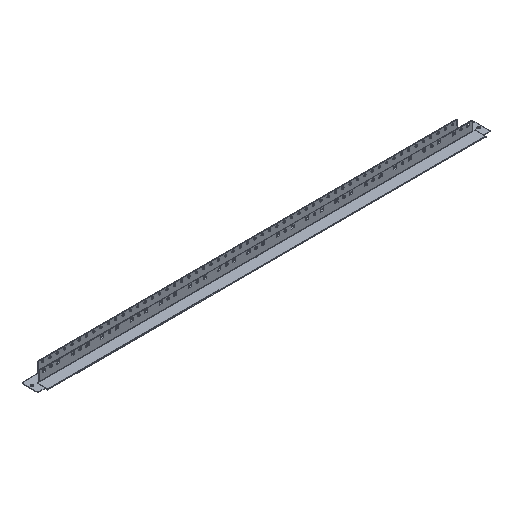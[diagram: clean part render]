
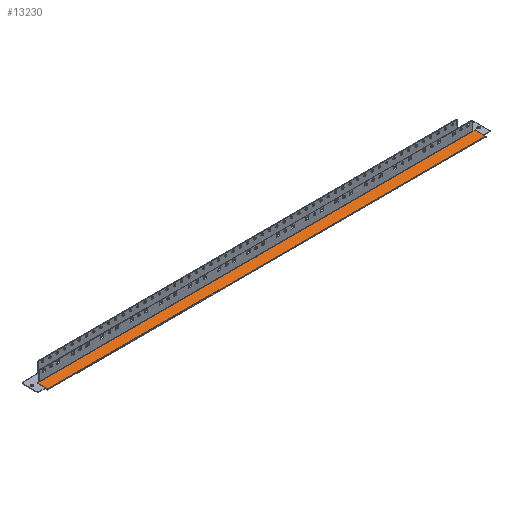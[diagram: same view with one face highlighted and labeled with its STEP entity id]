
A CAD part, isometric view. The second image highlights one B-rep face of the part: STEP entity #13230.
In plain terms, the highlighted planar face has unit normal (0, 0, 1).
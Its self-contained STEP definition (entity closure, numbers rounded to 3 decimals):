
#162 = EDGE_CURVE ( 'NONE', #5512, #5510, #1806, .T. ) ;
#168 = EDGE_CURVE ( 'NONE', #5507, #5505, #1818, .T. ) ;
#169 = EDGE_CURVE ( 'NONE', #5505, #5501, #1815, .T. ) ;
#170 = EDGE_CURVE ( 'NONE', #5501, #5503, #1814, .T. ) ;
#171 = EDGE_CURVE ( 'NONE', #5509, #5507, #1809, .T. ) ;
#172 = EDGE_CURVE ( 'NONE', #5514, #5512, #1821, .T. ) ;
#173 = EDGE_CURVE ( 'NONE', #5503, #5514, #1828, .T. ) ;
#462 = ORIENTED_EDGE ( 'NONE', *, *, #170, .F. ) ;
#463 = ORIENTED_EDGE ( 'NONE', *, *, #169, .F. ) ;
#464 = ORIENTED_EDGE ( 'NONE', *, *, #168, .F. ) ;
#465 = ORIENTED_EDGE ( 'NONE', *, *, #171, .F. ) ;
#466 = ORIENTED_EDGE ( 'NONE', *, *, #621, .F. ) ;
#467 = ORIENTED_EDGE ( 'NONE', *, *, #162, .F. ) ;
#468 = ORIENTED_EDGE ( 'NONE', *, *, #172, .F. ) ;
#469 = ORIENTED_EDGE ( 'NONE', *, *, #173, .F. ) ;
#478 = CARTESIAN_POINT ( 'NONE',  ( 747.5, -13.475, 3.1 ) ) ;
#621 = EDGE_CURVE ( 'NONE', #5510, #5509, #2344, .T. ) ;
#1806 = LINE ( 'NONE', #478, #1807 ) ;
#1807 = VECTOR ( 'NONE', #6459, 1000. ) ;
#1809 = LINE ( 'NONE', #6476, #1824 ) ;
#1814 = LINE ( 'NONE', #6474, #1822 ) ;
#1815 = LINE ( 'NONE', #6470, #1820 ) ;
#1818 = LINE ( 'NONE', #6472, #1819 ) ;
#1819 = VECTOR ( 'NONE', #6473, 1000. ) ;
#1820 = VECTOR ( 'NONE', #6475, 1000. ) ;
#1821 = LINE ( 'NONE', #6478, #1826 ) ;
#1822 = VECTOR ( 'NONE', #6477, 1000. ) ;
#1824 = VECTOR ( 'NONE', #6479, 1000. ) ;
#1826 = VECTOR ( 'NONE', #6481, 1000. ) ;
#1828 = LINE ( 'NONE', #6482, #1829 ) ;
#1829 = VECTOR ( 'NONE', #6483, 1000. ) ;
#2344 = LINE ( 'NONE', #7537, #2345 ) ;
#2345 = VECTOR ( 'NONE', #7538, 1000. ) ;
#5173 = AXIS2_PLACEMENT_3D ( 'NONE', #12552, #12564, #12565 ) ;
#5284 = FACE_OUTER_BOUND ( 'NONE', #6710, .T. ) ;
#5501 = VERTEX_POINT ( 'NONE', #9809 ) ;
#5503 = VERTEX_POINT ( 'NONE', #9810 ) ;
#5505 = VERTEX_POINT ( 'NONE', #9811 ) ;
#5507 = VERTEX_POINT ( 'NONE', #9812 ) ;
#5509 = VERTEX_POINT ( 'NONE', #9813 ) ;
#5510 = VERTEX_POINT ( 'NONE', #9814 ) ;
#5512 = VERTEX_POINT ( 'NONE', #9815 ) ;
#5514 = VERTEX_POINT ( 'NONE', #9816 ) ;
#6459 = DIRECTION ( 'NONE',  ( 0., -1., 0. ) ) ;
#6470 = CARTESIAN_POINT ( 'NONE',  ( -740., 14.375, 3.1 ) ) ;
#6472 = CARTESIAN_POINT ( 'NONE',  ( 0., 4.375, 3.1 ) ) ;
#6473 = DIRECTION ( 'NONE',  ( 1., 0., 0. ) ) ;
#6474 = CARTESIAN_POINT ( 'NONE',  ( -740., 4.275, 3.1 ) ) ;
#6475 = DIRECTION ( 'NONE',  ( 0., -1., 0. ) ) ;
#6476 = CARTESIAN_POINT ( 'NONE',  ( -747.5, -13.475, 3.1 ) ) ;
#6477 = DIRECTION ( 'NONE',  ( 1., 0., 0. ) ) ;
#6478 = CARTESIAN_POINT ( 'NONE',  ( 0., 4.375, 3.1 ) ) ;
#6479 = DIRECTION ( 'NONE',  ( 0., 1., 0. ) ) ;
#6481 = DIRECTION ( 'NONE',  ( 1., 0., 0. ) ) ;
#6482 = CARTESIAN_POINT ( 'NONE',  ( 740., 4.275, 3.1 ) ) ;
#6483 = DIRECTION ( 'NONE',  ( 0., 1., 0. ) ) ;
#6710 = EDGE_LOOP ( 'NONE', ( #462, #463, #464, #465, #466, #467, #468, #469 ) ) ;
#7537 = CARTESIAN_POINT ( 'NONE',  ( 0., -31.325, 3.1 ) ) ;
#7538 = DIRECTION ( 'NONE',  ( -1., 0., 0. ) ) ;
#9809 = CARTESIAN_POINT ( 'NONE',  ( -740., 4.275, 3.1 ) ) ;
#9810 = CARTESIAN_POINT ( 'NONE',  ( 740., 4.275, 3.1 ) ) ;
#9811 = CARTESIAN_POINT ( 'NONE',  ( -740., 4.375, 3.1 ) ) ;
#9812 = CARTESIAN_POINT ( 'NONE',  ( -747.5, 4.375, 3.1 ) ) ;
#9813 = CARTESIAN_POINT ( 'NONE',  ( -747.5, -31.325, 3.1 ) ) ;
#9814 = CARTESIAN_POINT ( 'NONE',  ( 747.5, -31.325, 3.1 ) ) ;
#9815 = CARTESIAN_POINT ( 'NONE',  ( 747.5, 4.375, 3.1 ) ) ;
#9816 = CARTESIAN_POINT ( 'NONE',  ( 740., 4.375, 3.1 ) ) ;
#12552 = CARTESIAN_POINT ( 'NONE',  ( 0., -13.475, 3.1 ) ) ;
#12559 = PLANE ( 'NONE',  #5173 ) ;
#12564 = DIRECTION ( 'NONE',  ( 0., 0., 1. ) ) ;
#12565 = DIRECTION ( 'NONE',  ( 1., 0., 0. ) ) ;
#13230 = ADVANCED_FACE ( 'NONE', ( #5284 ), #12559, .T. ) ;
